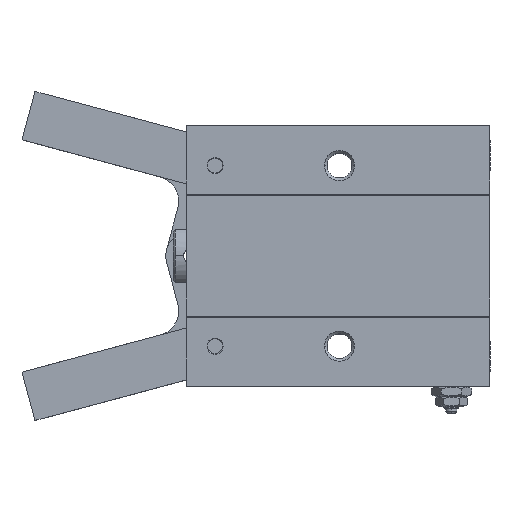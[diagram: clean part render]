
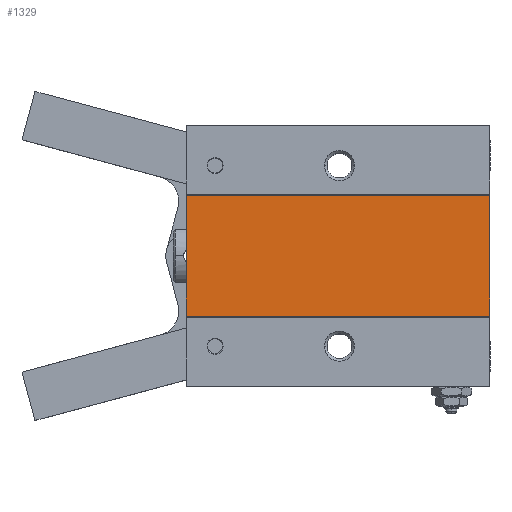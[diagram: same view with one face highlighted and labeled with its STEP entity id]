
A CAD part, top view. The second image highlights one B-rep face of the part: STEP entity #1329.
In plain terms, the highlighted planar face has unit normal (0, 0, 1).
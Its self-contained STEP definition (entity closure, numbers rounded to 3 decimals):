
#53 = VERTEX_POINT ( 'NONE', #2601 ) ;
#125 = VECTOR ( 'NONE', #6733, 1000. ) ;
#470 = EDGE_LOOP ( 'NONE', ( #5769, #5316, #8472, #5013 ) ) ;
#648 = DIRECTION ( 'NONE',  ( 0., -1., 0. ) ) ;
#696 = FACE_OUTER_BOUND ( 'NONE', #470, .T. ) ;
#776 = EDGE_CURVE ( 'NONE', #53, #2168, #4973, .T. ) ;
#838 = CARTESIAN_POINT ( 'NONE',  ( -60.5, -12., 16.45 ) ) ;
#1329 = ADVANCED_FACE ( 'NONE', ( #696 ), #7734, .T. ) ;
#1473 = CARTESIAN_POINT ( 'NONE',  ( 0., 12., 16.45 ) ) ;
#1666 = VERTEX_POINT ( 'NONE', #838 ) ;
#2102 = AXIS2_PLACEMENT_3D ( 'NONE', #2912, #3737, #8410 ) ;
#2168 = VERTEX_POINT ( 'NONE', #7590 ) ;
#2601 = CARTESIAN_POINT ( 'NONE',  ( 0., 12., 16.45 ) ) ;
#2697 = CARTESIAN_POINT ( 'NONE',  ( -60.5, 12., 16.45 ) ) ;
#2912 = CARTESIAN_POINT ( 'NONE',  ( 0., 12., 16.45 ) ) ;
#3018 = VECTOR ( 'NONE', #3210, 1000. ) ;
#3210 = DIRECTION ( 'NONE',  ( 1., 0., 0. ) ) ;
#3222 = LINE ( 'NONE', #7840, #3018 ) ;
#3254 = CARTESIAN_POINT ( 'NONE',  ( 0., 0., 16.45 ) ) ;
#3256 = EDGE_CURVE ( 'NONE', #53, #4131, #3807, .T. ) ;
#3476 = VECTOR ( 'NONE', #5290, 1000. ) ;
#3737 = DIRECTION ( 'NONE',  ( 0., 0., 1. ) ) ;
#3807 = LINE ( 'NONE', #3254, #6936 ) ;
#4131 = VERTEX_POINT ( 'NONE', #7358 ) ;
#4973 = LINE ( 'NONE', #1473, #125 ) ;
#5013 = ORIENTED_EDGE ( 'NONE', *, *, #5027, .T. ) ;
#5027 = EDGE_CURVE ( 'NONE', #1666, #4131, #3222, .T. ) ;
#5290 = DIRECTION ( 'NONE',  ( 0., -1., 0. ) ) ;
#5316 = ORIENTED_EDGE ( 'NONE', *, *, #776, .T. ) ;
#5769 = ORIENTED_EDGE ( 'NONE', *, *, #3256, .F. ) ;
#6733 = DIRECTION ( 'NONE',  ( -1., 0., 0. ) ) ;
#6936 = VECTOR ( 'NONE', #648, 1000. ) ;
#7029 = LINE ( 'NONE', #2697, #3476 ) ;
#7276 = EDGE_CURVE ( 'NONE', #2168, #1666, #7029, .T. ) ;
#7358 = CARTESIAN_POINT ( 'NONE',  ( 0., -12., 16.45 ) ) ;
#7590 = CARTESIAN_POINT ( 'NONE',  ( -60.5, 12., 16.45 ) ) ;
#7734 = PLANE ( 'NONE',  #2102 ) ;
#7840 = CARTESIAN_POINT ( 'NONE',  ( 0., -12., 16.45 ) ) ;
#8410 = DIRECTION ( 'NONE',  ( 1., 0., 0. ) ) ;
#8472 = ORIENTED_EDGE ( 'NONE', *, *, #7276, .T. ) ;
